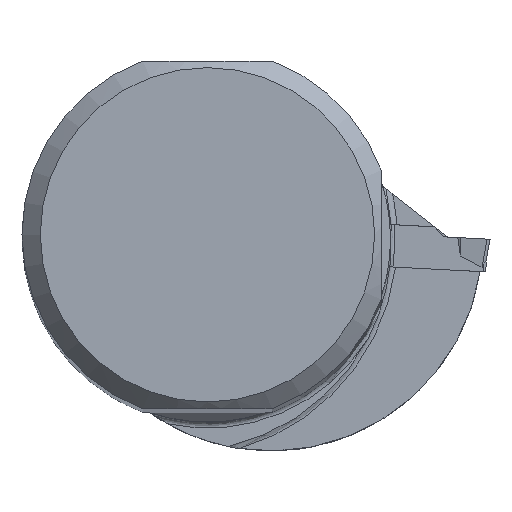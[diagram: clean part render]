
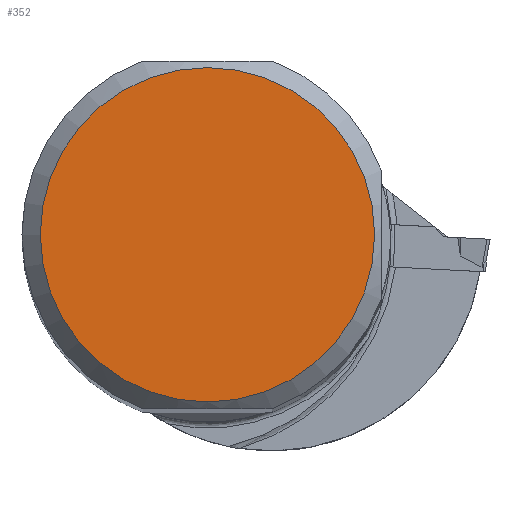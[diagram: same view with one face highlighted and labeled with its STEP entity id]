
A CAD part, top view. The second image highlights one B-rep face of the part: STEP entity #352.
In plain terms, the highlighted planar face has unit normal (0, 0, 1).
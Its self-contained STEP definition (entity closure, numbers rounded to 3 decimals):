
#352=ADVANCED_FACE('',(#453),#410,.F.);
#410=PLANE('',#1453);
#453=FACE_OUTER_BOUND('',#522,.T.);
#522=EDGE_LOOP('',(#716));
#579=CIRCLE('',#1439,22.9);
#716=ORIENTED_EDGE('',*,*,#1168,.T.);
#1028=VERTEX_POINT('',#2125);
#1168=EDGE_CURVE('',#1028,#1028,#579,.T.);
#1439=AXIS2_PLACEMENT_3D('',#2124,#1612,#1613);
#1453=AXIS2_PLACEMENT_3D('',#2139,#1640,#1641);
#1612=DIRECTION('',(0.,0.,1.));
#1613=DIRECTION('',(0.,1.,0.));
#1640=DIRECTION('',(0.,0.,-1.));
#1641=DIRECTION('',(0.,1.,0.));
#2124=CARTESIAN_POINT('',(0.,0.,0.));
#2125=CARTESIAN_POINT('',(0.,22.9,0.));
#2139=CARTESIAN_POINT('',(0.,0.,0.));
